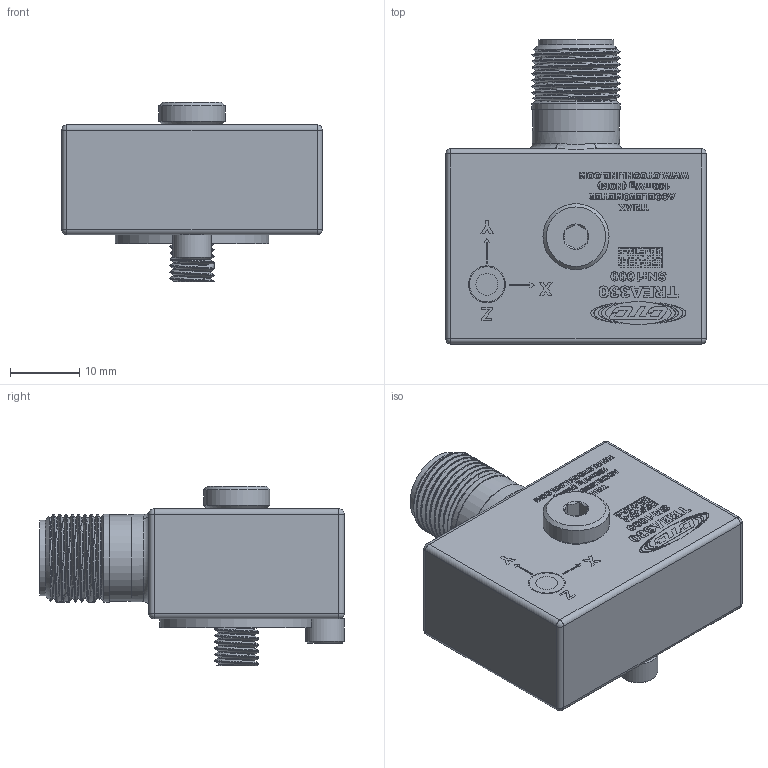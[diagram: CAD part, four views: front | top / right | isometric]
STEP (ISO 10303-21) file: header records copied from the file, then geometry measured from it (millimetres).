
FILE_DESCRIPTION(/* description */ (''),/* implementation_level */ '2;1');
FILE_NAME(/* name */ 'TREA330.stp',/* time_stamp */ '2020-01-10T08:06:39-05:00',/* author */ ('lcup'),/* organization */ (''),/* preprocessor_version */ 'ST-DEVELOPER v18',/* originating_system */ 'Autodesk Inventor 2020',/* authorisation */ '');
FILE_SCHEMA (('AUTOMOTIVE_DESIGN { 1 0 10303 214 3 1 1 }'));
Products named in the file (4): TREA330; TRCA330; ACP50388; ACP32131
Assembly tree (3 placements, depth 2):
  TREA330
    TRCA330
    ACP50388
    ACP32131
Bounding box: 37.59 x 43.92 x 25.86 mm (x, y, z)
Volume: 18862.1 mm3; surface area: 6811.4 mm2
Topology: 4 solids, 4 shells, 1830 faces, 4930 edges, 3267 vertices
Faces by surface type: plane 1366, bspline 338, cylinder 90, cone 16, sphere 16, torus 4
Full cylindrical faces by diameter (mm): 1.016 x4, 2.642 x1, 3.175 x1, 3.505 x1, 4.762 x1, 5.08 x1, 5.245 x5, 5.334 x1, 5.588 x1, 6.35 x9, 6.756 x1, 9.525 x1, 10.922 x1, 12.446 x1, 12.573 x1, 12.7 x10
Entity records: 68419 total; most frequent: CARTESIAN_POINT 22702, ORIENTED_EDGE 9860, DIRECTION 7415, EDGE_CURVE 4930, LINE 3999, VECTOR 3999, VERTEX_POINT 3269, EDGE_LOOP 1993
